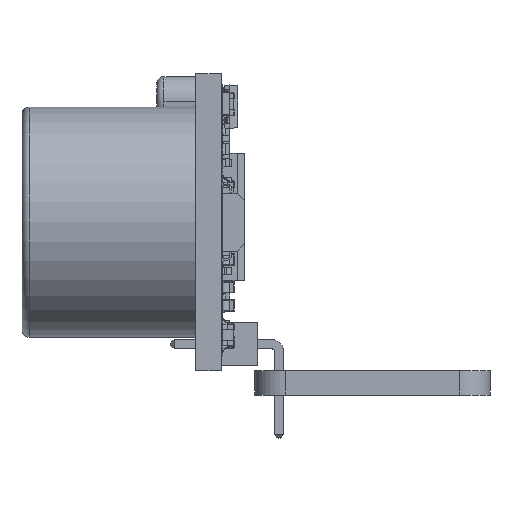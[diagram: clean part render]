
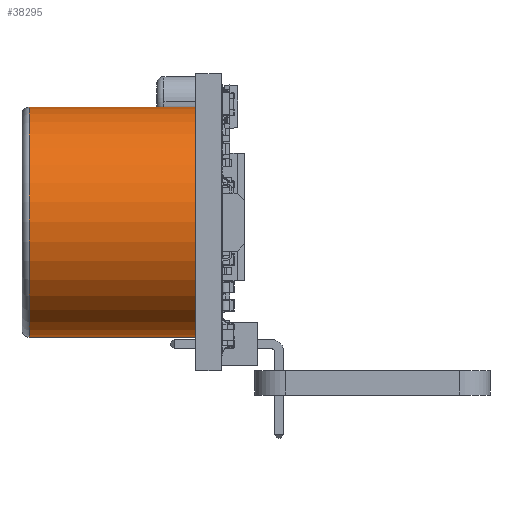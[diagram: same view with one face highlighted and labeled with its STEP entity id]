
A CAD part, front view. The second image highlights one B-rep face of the part: STEP entity #38295.
In plain terms, the highlighted cylindrical face has radius 7.94 mm (diameter 15.88 mm), a partial arc.
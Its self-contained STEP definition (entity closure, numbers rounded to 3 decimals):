
#38159 = VERTEX_POINT('',#38160);
#38160 = CARTESIAN_POINT('',(-7.94,0.,0.));
#38168 = VERTEX_POINT('',#38169);
#38169 = CARTESIAN_POINT('',(7.94,0.,0.
    ));
#38236 = VERTEX_POINT('',#38237);
#38237 = CARTESIAN_POINT('',(-7.94,-11.5,0.));
#38238 = VERTEX_POINT('',#38239);
#38239 = CARTESIAN_POINT('',(7.94,-11.5,0.));
#38246 = EDGE_CURVE('',#38238,#38168,#38247,.T.);
#38247 = LINE('',#38248,#38249);
#38248 = CARTESIAN_POINT('',(7.94,0.,0.)
  );
#38249 = VECTOR('',#38250,1.);
#38250 = DIRECTION('',(0.,1.,0.));
#38253 = EDGE_CURVE('',#38236,#38159,#38254,.T.);
#38254 = LINE('',#38255,#38256);
#38255 = CARTESIAN_POINT('',(-7.94,0.,0.));
#38256 = VECTOR('',#38257,1.);
#38257 = DIRECTION('',(0.,1.,0.));
#38284 = EDGE_CURVE('',#38238,#38236,#38285,.T.);
#38285 = CIRCLE('',#38286,7.94);
#38286 = AXIS2_PLACEMENT_3D('',#38287,#38288,#38289);
#38287 = CARTESIAN_POINT('',(0.,-11.5,0.));
#38288 = DIRECTION('',(0.,1.,0.));
#38289 = DIRECTION('',(-1.,0.,0.));
#38295 = ADVANCED_FACE('',(#38296),#38308,.T.);
#38296 = FACE_BOUND('',#38297,.T.);
#38297 = EDGE_LOOP('',(#38298,#38299,#38300,#38301));
#38298 = ORIENTED_EDGE('',*,*,#38246,.F.);
#38299 = ORIENTED_EDGE('',*,*,#38284,.T.);
#38300 = ORIENTED_EDGE('',*,*,#38253,.T.);
#38301 = ORIENTED_EDGE('',*,*,#38302,.T.);
#38302 = EDGE_CURVE('',#38159,#38168,#38303,.T.);
#38303 = CIRCLE('',#38304,7.94);
#38304 = AXIS2_PLACEMENT_3D('',#38305,#38306,#38307);
#38305 = CARTESIAN_POINT('',(0.,0.,
    0.));
#38306 = DIRECTION('',(0.,-1.,0.));
#38307 = DIRECTION('',(1.,0.,0.));
#38308 = CYLINDRICAL_SURFACE('',#38309,7.94);
#38309 = AXIS2_PLACEMENT_3D('',#38310,#38311,#38312);
#38310 = CARTESIAN_POINT('',(0.,0.,0.));
#38311 = DIRECTION('',(0.,1.,0.));
#38312 = DIRECTION('',(-1.,0.,0.));
